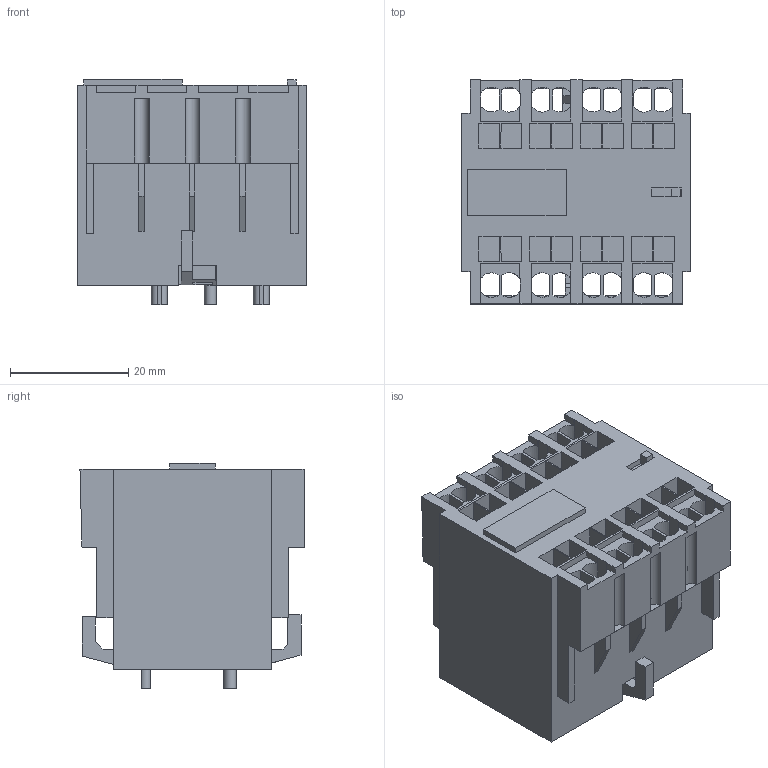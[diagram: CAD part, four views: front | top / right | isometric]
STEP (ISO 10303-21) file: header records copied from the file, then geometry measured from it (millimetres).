
FILE_DESCRIPTION((''),'2;1');
FILE_NAME('SB105166_3D-SOFTWARE_COLOUR','2013-09-03T',('SESA231906'),('Schneider-Electric'),'PRO/ENGINEER BY PARAMETRIC TECHNOLOGY CORPORATION, 2011410','PRO/ENGINEER BY PARAMETRIC TECHNOLOGY CORPORATION, 2011410','');
FILE_SCHEMA(('CONFIG_CONTROL_DESIGN'));
Length unit declared in the file: millimetre
Products named in the file (1): SB105166_3D-SOFTWARE_COLOUR
Bounding box: 38.8 x 37.97 x 38.2 mm (x, y, z)
Volume: 35691.2 mm3; surface area: 13106.9 mm2
Topology: 2 solids, 2 shells, 393 faces, 1235 edges, 846 vertices
Faces by surface type: plane 350, extrusion 32, cylinder 11
Entity records: 14000 total; most frequent: CARTESIAN_POINT 3052, ORIENTED_EDGE 2470, DIRECTION 1922, EDGE_CURVE 1235, VECTOR 1054, LINE 1022, VERTEX_POINT 846, AXIS2_PLACEMENT_3D 434
